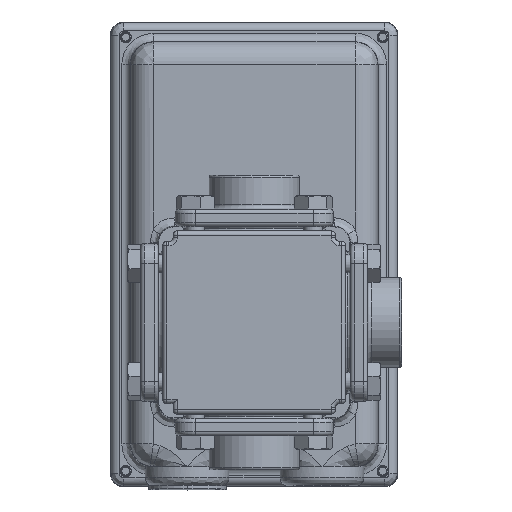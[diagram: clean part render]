
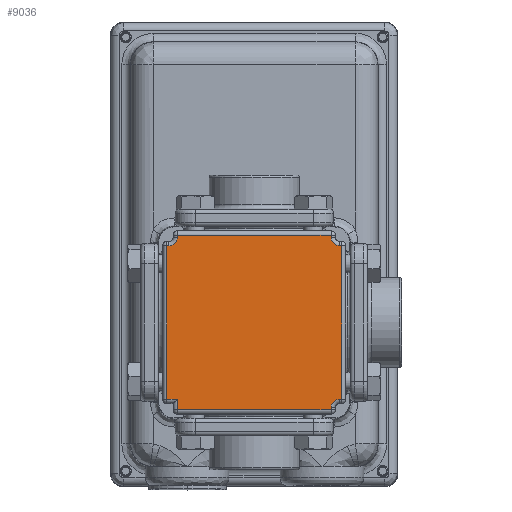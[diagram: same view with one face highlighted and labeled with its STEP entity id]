
A CAD part, front view. The second image highlights one B-rep face of the part: STEP entity #9036.
In plain terms, the highlighted planar face has unit normal (0, -1, 0).
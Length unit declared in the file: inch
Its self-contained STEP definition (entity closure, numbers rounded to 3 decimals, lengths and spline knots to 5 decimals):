
#15 = DIRECTION ( 'NONE',  ( 0., 0., -1. ) ) ;
#131 = VECTOR ( 'NONE', #25761, 39.37008 ) ;
#244 = DIRECTION ( 'NONE',  ( 0., 0., 1. ) ) ;
#589 = VECTOR ( 'NONE', #55246, 39.37008 ) ;
#715 = ORIENTED_EDGE ( 'NONE', *, *, #30315, .T. ) ;
#1070 = DIRECTION ( 'NONE',  ( 0., 0., 1. ) ) ;
#1876 = LINE ( 'NONE', #3580, #131 ) ;
#3026 = CARTESIAN_POINT ( 'NONE',  ( 1.14, -1.176, -1.297 ) ) ;
#3038 = AXIS2_PLACEMENT_3D ( 'NONE', #66284, #33239, #244 ) ;
#3067 = VERTEX_POINT ( 'NONE', #35619 ) ;
#3511 = CARTESIAN_POINT ( 'NONE',  ( 1.297, -1.176, -1.14 ) ) ;
#3580 = CARTESIAN_POINT ( 'NONE',  ( 1.14, -1.176, 0. ) ) ;
#4632 = ORIENTED_EDGE ( 'NONE', *, *, #47391, .F. ) ;
#4951 = VECTOR ( 'NONE', #67103, 39.37008 ) ;
#6271 = ORIENTED_EDGE ( 'NONE', *, *, #69915, .F. ) ;
#8318 = VERTEX_POINT ( 'NONE', #65025 ) ;
#8561 = CARTESIAN_POINT ( 'NONE',  ( 0., -1.176, 1.14 ) ) ;
#8828 = VERTEX_POINT ( 'NONE', #42534 ) ;
#9036 = ADVANCED_FACE ( 'NONE', ( #48247 ), #55999, .F. ) ;
#9201 = ORIENTED_EDGE ( 'NONE', *, *, #57198, .T. ) ;
#9637 = VECTOR ( 'NONE', #64753, 39.37008 ) ;
#10985 = VERTEX_POINT ( 'NONE', #62085 ) ;
#11261 = CARTESIAN_POINT ( 'NONE',  ( 1.297, -1.176, 0. ) ) ;
#11792 = LINE ( 'NONE', #13417, #68693 ) ;
#11815 = CARTESIAN_POINT ( 'NONE',  ( 1.14, -1.176, 1.265 ) ) ;
#12071 = AXIS2_PLACEMENT_3D ( 'NONE', #61869, #28875, #67426 ) ;
#12647 = ORIENTED_EDGE ( 'NONE', *, *, #55252, .T. ) ;
#13276 = CARTESIAN_POINT ( 'NONE',  ( -1.265, -1.176, 1.14 ) ) ;
#13399 = CARTESIAN_POINT ( 'NONE',  ( -1.297, -1.176, -1.2025 ) ) ;
#13417 = CARTESIAN_POINT ( 'NONE',  ( -1.14, -1.176, 0. ) ) ;
#14384 = EDGE_CURVE ( 'NONE', #23198, #32536, #17682, .T. ) ;
#17187 = EDGE_LOOP ( 'NONE', ( #6271, #36844, #36882, #49791, #48800, #68217, #23200, #22145, #12647, #9201, #715, #4632, #70102, #42407, #45395 ) ) ;
#17485 = LINE ( 'NONE', #57123, #44990 ) ;
#17682 = LINE ( 'NONE', #42364, #46956 ) ;
#18368 = VERTEX_POINT ( 'NONE', #49916 ) ;
#18601 = CARTESIAN_POINT ( 'NONE',  ( 1.265, -1.176, 1.265 ) ) ;
#18943 = DIRECTION ( 'NONE',  ( 0., 0., -1. ) ) ;
#20748 = EDGE_CURVE ( 'NONE', #8828, #18368, #11792, .T. ) ;
#22145 = ORIENTED_EDGE ( 'NONE', *, *, #37843, .F. ) ;
#23034 = CARTESIAN_POINT ( 'NONE',  ( 1.14, -1.176, 0. ) ) ;
#23198 = VERTEX_POINT ( 'NONE', #13276 ) ;
#23200 = ORIENTED_EDGE ( 'NONE', *, *, #43853, .T. ) ;
#23778 = VECTOR ( 'NONE', #44224, 39.37008 ) ;
#24132 = DIRECTION ( 'NONE',  ( 0., 0., 1. ) ) ;
#25761 = DIRECTION ( 'NONE',  ( 0., 0., 1. ) ) ;
#26888 = CIRCLE ( 'NONE', #3038, 0.125 ) ;
#28875 = DIRECTION ( 'NONE',  ( 0., -1., 0. ) ) ;
#30315 = EDGE_CURVE ( 'NONE', #8318, #10985, #38609, .T. ) ;
#31636 = VERTEX_POINT ( 'NONE', #64301 ) ;
#32536 = VERTEX_POINT ( 'NONE', #45874 ) ;
#33239 = DIRECTION ( 'NONE',  ( 0., -1., 0. ) ) ;
#33407 = EDGE_CURVE ( 'NONE', #3067, #57736, #57447, .T. ) ;
#34045 = DIRECTION ( 'NONE',  ( 0., 1., 0. ) ) ;
#34302 = VERTEX_POINT ( 'NONE', #3026 ) ;
#35619 = CARTESIAN_POINT ( 'NONE',  ( -1.14, -1.176, -1.14 ) ) ;
#36003 = LINE ( 'NONE', #23034, #4951 ) ;
#36844 = ORIENTED_EDGE ( 'NONE', *, *, #14384, .T. ) ;
#36882 = ORIENTED_EDGE ( 'NONE', *, *, #68704, .T. ) ;
#37773 = DIRECTION ( 'NONE',  ( -1., 0., 0. ) ) ;
#37843 = EDGE_CURVE ( 'NONE', #46779, #55584, #26888, .T. ) ;
#38186 = EDGE_CURVE ( 'NONE', #60496, #60813, #1876, .T. ) ;
#38290 = EDGE_CURVE ( 'NONE', #31636, #3067, #38902, .T. ) ;
#38609 = LINE ( 'NONE', #8561, #66230 ) ;
#38872 = CARTESIAN_POINT ( 'NONE',  ( 1.2025, -1.176, -1.297 ) ) ;
#38902 = LINE ( 'NONE', #53659, #9637 ) ;
#40935 = DIRECTION ( 'NONE',  ( -1., 0., 0. ) ) ;
#42364 = CARTESIAN_POINT ( 'NONE',  ( 0., -1.176, 1.14 ) ) ;
#42407 = ORIENTED_EDGE ( 'NONE', *, *, #67771, .T. ) ;
#42534 = CARTESIAN_POINT ( 'NONE',  ( -1.14, -1.176, 1.297 ) ) ;
#43431 = CIRCLE ( 'NONE', #52193, 0.125 ) ;
#43853 = EDGE_CURVE ( 'NONE', #34302, #55584, #36003, .T. ) ;
#44224 = DIRECTION ( 'NONE',  ( 0., 0., 1. ) ) ;
#44525 = LINE ( 'NONE', #38872, #589 ) ;
#44890 = CARTESIAN_POINT ( 'NONE',  ( 0., -1.176, 0. ) ) ;
#44990 = VECTOR ( 'NONE', #40935, 39.37008 ) ;
#45395 = ORIENTED_EDGE ( 'NONE', *, *, #20748, .T. ) ;
#45874 = CARTESIAN_POINT ( 'NONE',  ( -1.297, -1.176, 1.14 ) ) ;
#46779 = VERTEX_POINT ( 'NONE', #64479 ) ;
#46956 = VECTOR ( 'NONE', #37773, 39.37008 ) ;
#47391 = EDGE_CURVE ( 'NONE', #60496, #10985, #43431, .T. ) ;
#47672 = VECTOR ( 'NONE', #18943, 39.37008 ) ;
#48247 = FACE_OUTER_BOUND ( 'NONE', #17187, .T. ) ;
#48412 = CIRCLE ( 'NONE', #12071, 0.125 ) ;
#48800 = ORIENTED_EDGE ( 'NONE', *, *, #33407, .T. ) ;
#49641 = CARTESIAN_POINT ( 'NONE',  ( -1.14, -1.176, 0. ) ) ;
#49791 = ORIENTED_EDGE ( 'NONE', *, *, #38290, .T. ) ;
#49916 = CARTESIAN_POINT ( 'NONE',  ( -1.14, -1.176, 1.265 ) ) ;
#52193 = AXIS2_PLACEMENT_3D ( 'NONE', #18601, #57116, #24132 ) ;
#52373 = VECTOR ( 'NONE', #63581, 39.37008 ) ;
#52622 = DIRECTION ( 'NONE',  ( -1., 0., 0. ) ) ;
#53659 = CARTESIAN_POINT ( 'NONE',  ( 0., -1.176, -1.14 ) ) ;
#53966 = VECTOR ( 'NONE', #15, 39.37008 ) ;
#55246 = DIRECTION ( 'NONE',  ( 1., 0., 0. ) ) ;
#55252 = EDGE_CURVE ( 'NONE', #46779, #62702, #67037, .T. ) ;
#55584 = VERTEX_POINT ( 'NONE', #55781 ) ;
#55781 = CARTESIAN_POINT ( 'NONE',  ( 1.14, -1.176, -1.265 ) ) ;
#55897 = EDGE_CURVE ( 'NONE', #57736, #34302, #44525, .T. ) ;
#55999 = PLANE ( 'NONE',  #68605 ) ;
#56514 = LINE ( 'NONE', #11261, #23778 ) ;
#57116 = DIRECTION ( 'NONE',  ( 0., -1., 0. ) ) ;
#57123 = CARTESIAN_POINT ( 'NONE',  ( 0., -1.176, 1.297 ) ) ;
#57198 = EDGE_CURVE ( 'NONE', #62702, #8318, #56514, .T. ) ;
#57447 = LINE ( 'NONE', #49641, #53966 ) ;
#57736 = VERTEX_POINT ( 'NONE', #66496 ) ;
#58035 = CARTESIAN_POINT ( 'NONE',  ( 0., -1.176, -1.14 ) ) ;
#60496 = VERTEX_POINT ( 'NONE', #11815 ) ;
#60813 = VERTEX_POINT ( 'NONE', #69123 ) ;
#61869 = CARTESIAN_POINT ( 'NONE',  ( -1.265, -1.176, 1.265 ) ) ;
#62085 = CARTESIAN_POINT ( 'NONE',  ( 1.265, -1.176, 1.14 ) ) ;
#62325 = LINE ( 'NONE', #13399, #47672 ) ;
#62702 = VERTEX_POINT ( 'NONE', #3511 ) ;
#63019 = DIRECTION ( 'NONE',  ( 0., 0., -1. ) ) ;
#63581 = DIRECTION ( 'NONE',  ( 1., 0., 0. ) ) ;
#64301 = CARTESIAN_POINT ( 'NONE',  ( -1.297, -1.176, -1.14 ) ) ;
#64479 = CARTESIAN_POINT ( 'NONE',  ( 1.265, -1.176, -1.14 ) ) ;
#64753 = DIRECTION ( 'NONE',  ( 1., 0., 0. ) ) ;
#65025 = CARTESIAN_POINT ( 'NONE',  ( 1.297, -1.176, 1.14 ) ) ;
#66230 = VECTOR ( 'NONE', #52622, 39.37008 ) ;
#66284 = CARTESIAN_POINT ( 'NONE',  ( 1.265, -1.176, -1.265 ) ) ;
#66496 = CARTESIAN_POINT ( 'NONE',  ( -1.14, -1.176, -1.297 ) ) ;
#67037 = LINE ( 'NONE', #58035, #52373 ) ;
#67103 = DIRECTION ( 'NONE',  ( 0., 0., 1. ) ) ;
#67426 = DIRECTION ( 'NONE',  ( 0., 0., 1. ) ) ;
#67771 = EDGE_CURVE ( 'NONE', #60813, #8828, #17485, .T. ) ;
#68217 = ORIENTED_EDGE ( 'NONE', *, *, #55897, .T. ) ;
#68605 = AXIS2_PLACEMENT_3D ( 'NONE', #44890, #34045, #1070 ) ;
#68693 = VECTOR ( 'NONE', #63019, 39.37008 ) ;
#68704 = EDGE_CURVE ( 'NONE', #32536, #31636, #62325, .T. ) ;
#69123 = CARTESIAN_POINT ( 'NONE',  ( 1.14, -1.176, 1.297 ) ) ;
#69915 = EDGE_CURVE ( 'NONE', #23198, #18368, #48412, .T. ) ;
#70102 = ORIENTED_EDGE ( 'NONE', *, *, #38186, .T. ) ;
